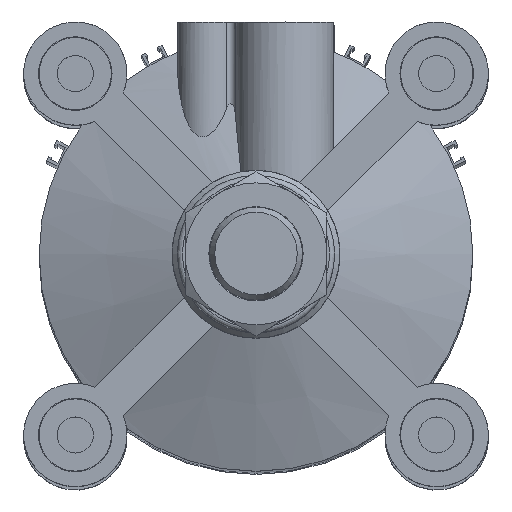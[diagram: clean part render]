
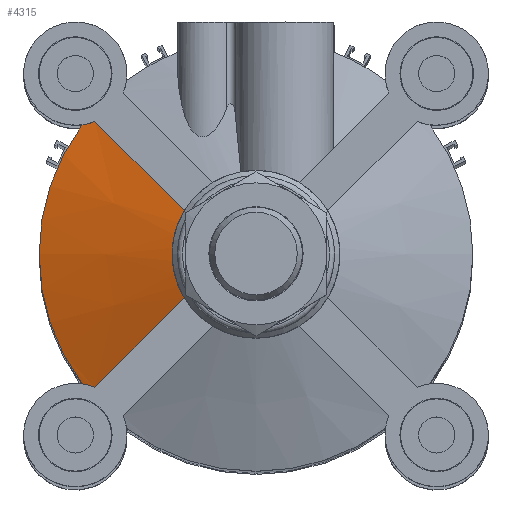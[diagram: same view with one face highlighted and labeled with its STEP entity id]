
A CAD part, top view. The second image highlights one B-rep face of the part: STEP entity #4315.
In plain terms, the highlighted conical face has half-angle 70 degrees and reference radius 58.25 mm.
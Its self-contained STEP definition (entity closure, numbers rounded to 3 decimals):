
#24=(
BOUNDED_CURVE()
B_SPLINE_CURVE(2,(#6998,#6999,#7000),.UNSPECIFIED.,.F.,.F.)
B_SPLINE_CURVE_WITH_KNOTS((3,3),(0.,5.207),.UNSPECIFIED.)
CURVE()
GEOMETRIC_REPRESENTATION_ITEM()
RATIONAL_B_SPLINE_CURVE((1.,1.109,1.))
REPRESENTATION_ITEM('')
);
#25=(
BOUNDED_CURVE()
B_SPLINE_CURVE(2,(#7002,#7003,#7004),.UNSPECIFIED.,.F.,.F.)
B_SPLINE_CURVE_WITH_KNOTS((3,3),(0.,5.207),.UNSPECIFIED.)
CURVE()
GEOMETRIC_REPRESENTATION_ITEM()
RATIONAL_B_SPLINE_CURVE((1.,1.109,1.))
REPRESENTATION_ITEM('')
);
#68=B_SPLINE_CURVE_WITH_KNOTS('',3,(#7006,#7007,#7008,#7009),
 .UNSPECIFIED.,.F.,.F.,(4,4),(0.,0.005),
 .UNSPECIFIED.);
#69=B_SPLINE_CURVE_WITH_KNOTS('',3,(#7010,#7011,#7012,#7013),
 .UNSPECIFIED.,.F.,.F.,(4,4),(0.,0.005),
 .UNSPECIFIED.);
#92=CONICAL_SURFACE('',#4723,58.25,1.222);
#1564=ORIENTED_EDGE('',*,*,#2474,.T.);
#1565=ORIENTED_EDGE('',*,*,#2440,.F.);
#1566=ORIENTED_EDGE('',*,*,#2475,.T.);
#1567=ORIENTED_EDGE('',*,*,#2476,.T.);
#1568=ORIENTED_EDGE('',*,*,#2465,.T.);
#1569=ORIENTED_EDGE('',*,*,#2477,.T.);
#2440=EDGE_CURVE('',#2953,#2954,#3239,.T.);
#2465=EDGE_CURVE('',#2976,#2975,#3250,.T.);
#2474=EDGE_CURVE('',#2982,#2954,#24,.T.);
#2475=EDGE_CURVE('',#2953,#2983,#25,.T.);
#2476=EDGE_CURVE('',#2983,#2976,#68,.T.);
#2477=EDGE_CURVE('',#2975,#2982,#69,.T.);
#2953=VERTEX_POINT('',#6911);
#2954=VERTEX_POINT('',#6913);
#2975=VERTEX_POINT('',#6974);
#2976=VERTEX_POINT('',#6976);
#2982=VERTEX_POINT('',#7001);
#2983=VERTEX_POINT('',#7005);
#3239=CIRCLE('',#4697,32.5);
#3250=CIRCLE('',#4716,84.);
#3521=EDGE_LOOP('',(#1564,#1565,#1566,#1567,#1568,#1569));
#3887=FACE_BOUND('',#3521,.T.);
#4315=ADVANCED_FACE('',(#3887),#92,.T.);
#4697=AXIS2_PLACEMENT_3D('',#6912,#5574,#5575);
#4716=AXIS2_PLACEMENT_3D('',#6975,#5623,#5624);
#4723=AXIS2_PLACEMENT_3D('',#6997,#5639,#5640);
#5574=DIRECTION('',(0.,1.,0.));
#5575=DIRECTION('',(-1.,0.,0.));
#5623=DIRECTION('',(0.,1.,0.));
#5624=DIRECTION('',(-1.,0.,0.));
#5639=DIRECTION('',(0.,-1.,0.));
#5640=DIRECTION('',(-1.,0.,0.));
#6911=CARTESIAN_POINT('',(16.838,31.744,-27.798));
#6912=CARTESIAN_POINT('',(0.,31.744,0.));
#6913=CARTESIAN_POINT('',(-16.838,31.744,-27.798));
#6974=CARTESIAN_POINT('',(-50.174,13.,-67.369));
#6975=CARTESIAN_POINT('',(0.,13.,0.));
#6976=CARTESIAN_POINT('',(50.174,13.,-67.369));
#6997=CARTESIAN_POINT('',(0.,22.372,0.));
#6998=CARTESIAN_POINT('',(-51.483,14.118,-62.443));
#6999=CARTESIAN_POINT('',(-26.764,26.782,-37.725));
#7000=CARTESIAN_POINT('',(-16.838,31.744,-27.798));
#7001=CARTESIAN_POINT('',(-51.483,14.118,-62.443));
#7002=CARTESIAN_POINT('',(16.838,31.744,-27.798));
#7003=CARTESIAN_POINT('',(26.764,26.782,-37.725));
#7004=CARTESIAN_POINT('',(51.483,14.118,-62.443));
#7005=CARTESIAN_POINT('',(51.483,14.118,-62.443));
#7006=CARTESIAN_POINT('',(51.483,14.118,-62.443));
#7007=CARTESIAN_POINT('',(50.829,13.819,-64.044));
#7008=CARTESIAN_POINT('',(50.397,13.443,-65.686));
#7009=CARTESIAN_POINT('',(50.174,13.,-67.369));
#7010=CARTESIAN_POINT('',(-50.174,13.,-67.369));
#7011=CARTESIAN_POINT('',(-50.397,13.443,-65.686));
#7012=CARTESIAN_POINT('',(-50.829,13.819,-64.044));
#7013=CARTESIAN_POINT('',(-51.483,14.118,-62.443));
